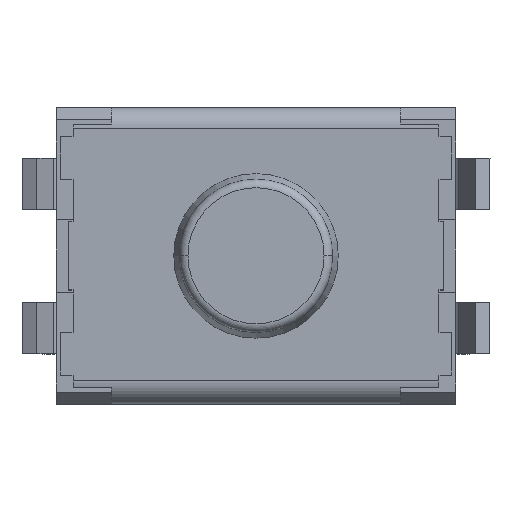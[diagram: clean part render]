
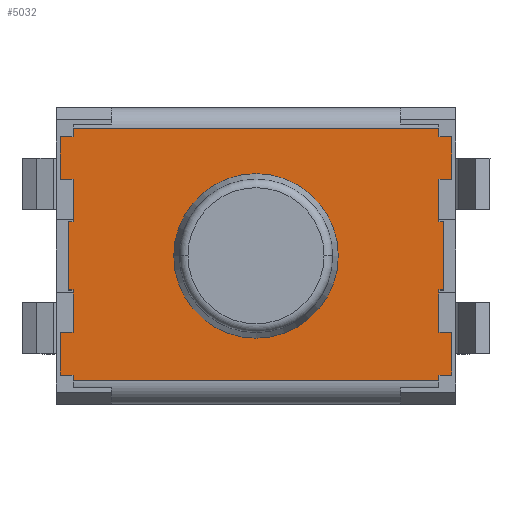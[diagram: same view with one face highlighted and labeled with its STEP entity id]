
A CAD part, top view. The second image highlights one B-rep face of the part: STEP entity #5032.
In plain terms, the highlighted planar face has unit normal (0, 0, 1).
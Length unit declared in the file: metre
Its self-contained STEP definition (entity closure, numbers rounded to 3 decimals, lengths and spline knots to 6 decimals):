
#129=CIRCLE('',#5365,0.000967);
#1498=ORIENTED_EDGE('',*,*,#2303,.T.);
#1499=ORIENTED_EDGE('',*,*,#2301,.T.);
#1500=ORIENTED_EDGE('',*,*,#2302,.T.);
#1501=ORIENTED_EDGE('',*,*,#2247,.T.);
#1502=ORIENTED_EDGE('',*,*,#2250,.T.);
#1503=ORIENTED_EDGE('',*,*,#2252,.T.);
#1504=ORIENTED_EDGE('',*,*,#2254,.T.);
#1505=ORIENTED_EDGE('',*,*,#2256,.T.);
#1506=ORIENTED_EDGE('',*,*,#2258,.T.);
#1507=ORIENTED_EDGE('',*,*,#2261,.T.);
#1508=ORIENTED_EDGE('',*,*,#2263,.T.);
#1509=ORIENTED_EDGE('',*,*,#2265,.T.);
#1510=ORIENTED_EDGE('',*,*,#2267,.T.);
#1511=ORIENTED_EDGE('',*,*,#2269,.T.);
#1512=ORIENTED_EDGE('',*,*,#2271,.T.);
#1513=ORIENTED_EDGE('',*,*,#2273,.T.);
#1514=ORIENTED_EDGE('',*,*,#2275,.T.);
#1515=ORIENTED_EDGE('',*,*,#2277,.T.);
#1516=ORIENTED_EDGE('',*,*,#2279,.T.);
#1517=ORIENTED_EDGE('',*,*,#2280,.T.);
#1518=ORIENTED_EDGE('',*,*,#2283,.T.);
#1519=ORIENTED_EDGE('',*,*,#2285,.T.);
#1520=ORIENTED_EDGE('',*,*,#2287,.T.);
#1521=ORIENTED_EDGE('',*,*,#2289,.T.);
#1522=ORIENTED_EDGE('',*,*,#2291,.T.);
#1523=ORIENTED_EDGE('',*,*,#2292,.T.);
#1524=ORIENTED_EDGE('',*,*,#2295,.T.);
#1525=ORIENTED_EDGE('',*,*,#2297,.T.);
#1526=ORIENTED_EDGE('',*,*,#2299,.T.);
#2247=EDGE_CURVE('',#2759,#2758,#3378,.T.);
#2250=EDGE_CURVE('',#2758,#2760,#3381,.T.);
#2252=EDGE_CURVE('',#2760,#2761,#3383,.T.);
#2254=EDGE_CURVE('',#2761,#2762,#3385,.T.);
#2256=EDGE_CURVE('',#2762,#2763,#3386,.T.);
#2258=EDGE_CURVE('',#2763,#2764,#3387,.T.);
#2261=EDGE_CURVE('',#2764,#2765,#3390,.T.);
#2263=EDGE_CURVE('',#2765,#2766,#3392,.T.);
#2265=EDGE_CURVE('',#2766,#2767,#3394,.T.);
#2267=EDGE_CURVE('',#2767,#2768,#3396,.T.);
#2269=EDGE_CURVE('',#2768,#2769,#3398,.T.);
#2271=EDGE_CURVE('',#2769,#2770,#3400,.T.);
#2273=EDGE_CURVE('',#2770,#2771,#3402,.T.);
#2275=EDGE_CURVE('',#2771,#2772,#3404,.T.);
#2277=EDGE_CURVE('',#2772,#2773,#3406,.T.);
#2279=EDGE_CURVE('',#2773,#2774,#3408,.T.);
#2280=EDGE_CURVE('',#2774,#2775,#3409,.T.);
#2283=EDGE_CURVE('',#2775,#2776,#3412,.T.);
#2285=EDGE_CURVE('',#2776,#2777,#3413,.T.);
#2287=EDGE_CURVE('',#2777,#2778,#3414,.T.);
#2289=EDGE_CURVE('',#2778,#2779,#3416,.T.);
#2291=EDGE_CURVE('',#2779,#2780,#3418,.T.);
#2292=EDGE_CURVE('',#2780,#2781,#3419,.T.);
#2295=EDGE_CURVE('',#2781,#2782,#3422,.T.);
#2297=EDGE_CURVE('',#2782,#2783,#3424,.T.);
#2299=EDGE_CURVE('',#2783,#2784,#3426,.T.);
#2301=EDGE_CURVE('',#2784,#2785,#3428,.T.);
#2302=EDGE_CURVE('',#2785,#2759,#3429,.T.);
#2303=EDGE_CURVE('',#2786,#2786,#129,.T.);
#2758=VERTEX_POINT('',#8002);
#2759=VERTEX_POINT('',#8004);
#2760=VERTEX_POINT('',#8008);
#2761=VERTEX_POINT('',#8012);
#2762=VERTEX_POINT('',#8016);
#2763=VERTEX_POINT('',#8020);
#2764=VERTEX_POINT('',#8024);
#2765=VERTEX_POINT('',#8029);
#2766=VERTEX_POINT('',#8033);
#2767=VERTEX_POINT('',#8037);
#2768=VERTEX_POINT('',#8041);
#2769=VERTEX_POINT('',#8045);
#2770=VERTEX_POINT('',#8049);
#2771=VERTEX_POINT('',#8053);
#2772=VERTEX_POINT('',#8057);
#2773=VERTEX_POINT('',#8061);
#2774=VERTEX_POINT('',#8065);
#2775=VERTEX_POINT('',#8069);
#2776=VERTEX_POINT('',#8073);
#2777=VERTEX_POINT('',#8077);
#2778=VERTEX_POINT('',#8081);
#2779=VERTEX_POINT('',#8085);
#2780=VERTEX_POINT('',#8089);
#2781=VERTEX_POINT('',#8093);
#2782=VERTEX_POINT('',#8097);
#2783=VERTEX_POINT('',#8101);
#2784=VERTEX_POINT('',#8105);
#2785=VERTEX_POINT('',#8109);
#2786=VERTEX_POINT('',#8115);
#3378=LINE('',#8003,#4024);
#3381=LINE('',#8009,#4027);
#3383=LINE('',#8013,#4029);
#3385=LINE('',#8017,#4031);
#3386=LINE('',#8021,#4032);
#3387=LINE('',#8025,#4033);
#3390=LINE('',#8030,#4036);
#3392=LINE('',#8034,#4038);
#3394=LINE('',#8038,#4040);
#3396=LINE('',#8042,#4042);
#3398=LINE('',#8046,#4044);
#3400=LINE('',#8050,#4046);
#3402=LINE('',#8054,#4048);
#3404=LINE('',#8058,#4050);
#3406=LINE('',#8062,#4052);
#3408=LINE('',#8066,#4054);
#3409=LINE('',#8068,#4055);
#3412=LINE('',#8074,#4058);
#3413=LINE('',#8078,#4059);
#3414=LINE('',#8082,#4060);
#3416=LINE('',#8086,#4062);
#3418=LINE('',#8090,#4064);
#3419=LINE('',#8092,#4065);
#3422=LINE('',#8098,#4068);
#3424=LINE('',#8102,#4070);
#3426=LINE('',#8106,#4072);
#3428=LINE('',#8110,#4074);
#3429=LINE('',#8112,#4075);
#4024=VECTOR('',#6527,1.);
#4027=VECTOR('',#6532,1.);
#4029=VECTOR('',#6536,1.);
#4031=VECTOR('',#6540,1.);
#4032=VECTOR('',#6545,1.);
#4033=VECTOR('',#6550,1.);
#4036=VECTOR('',#6555,1.);
#4038=VECTOR('',#6559,1.);
#4040=VECTOR('',#6563,1.);
#4042=VECTOR('',#6567,1.);
#4044=VECTOR('',#6571,1.);
#4046=VECTOR('',#6575,1.);
#4048=VECTOR('',#6579,1.);
#4050=VECTOR('',#6583,1.);
#4052=VECTOR('',#6587,1.);
#4054=VECTOR('',#6591,1.);
#4055=VECTOR('',#6594,1.);
#4058=VECTOR('',#6599,1.);
#4059=VECTOR('',#6604,1.);
#4060=VECTOR('',#6609,1.);
#4062=VECTOR('',#6613,1.);
#4064=VECTOR('',#6617,1.);
#4065=VECTOR('',#6620,1.);
#4068=VECTOR('',#6625,1.);
#4070=VECTOR('',#6629,1.);
#4072=VECTOR('',#6633,1.);
#4074=VECTOR('',#6637,1.);
#4075=VECTOR('',#6640,1.);
#4319=EDGE_LOOP('',(#1498));
#4320=EDGE_LOOP('',(#1499,#1500,#1501,#1502,#1503,#1504,#1505,#1506,#1507,
#1508,#1509,#1510,#1511,#1512,#1513,#1514,#1515,#1516,#1517,#1518,#1519,
#1520,#1521,#1522,#1523,#1524,#1525,#1526));
#4569=FACE_BOUND('',#4319,.T.);
#4570=FACE_BOUND('',#4320,.T.);
#4789=PLANE('',#5364);
#5032=ADVANCED_FACE('',(#4569,#4570),#4789,.T.);
#5364=AXIS2_PLACEMENT_3D('',#8113,#6641,#6642);
#5365=AXIS2_PLACEMENT_3D('',#8114,#6643,#6644);
#6527=DIRECTION('',(0.,-1.,0.));
#6532=DIRECTION('',(-1.,0.,0.));
#6536=DIRECTION('',(0.,-1.,0.));
#6540=DIRECTION('',(1.,0.,0.));
#6545=DIRECTION('',(0.,-1.,0.));
#6550=DIRECTION('',(1.,0.,0.));
#6555=DIRECTION('',(0.,1.,0.));
#6559=DIRECTION('',(1.,0.,0.));
#6563=DIRECTION('',(0.,1.,0.));
#6567=DIRECTION('',(-1.,0.,0.));
#6571=DIRECTION('',(0.,1.,0.));
#6575=DIRECTION('',(1.,0.,0.));
#6579=DIRECTION('',(0.,1.,0.));
#6583=DIRECTION('',(-1.,0.,0.));
#6587=DIRECTION('',(0.,1.,0.));
#6591=DIRECTION('',(1.,0.,0.));
#6594=DIRECTION('',(0.,1.,0.));
#6599=DIRECTION('',(-1.,0.,0.));
#6604=DIRECTION('',(0.,1.,0.));
#6609=DIRECTION('',(-1.,0.,0.));
#6613=DIRECTION('',(0.,-1.,0.));
#6617=DIRECTION('',(-1.,0.,0.));
#6620=DIRECTION('',(0.,-1.,0.));
#6625=DIRECTION('',(1.,0.,0.));
#6629=DIRECTION('',(0.,-1.,0.));
#6633=DIRECTION('',(-1.,0.,0.));
#6637=DIRECTION('',(0.,-1.,0.));
#6640=DIRECTION('',(1.,0.,0.));
#6641=DIRECTION('',(0.,0.,1.));
#6642=DIRECTION('',(1.,0.,0.));
#6643=DIRECTION('',(0.,0.,-1.));
#6644=DIRECTION('',(-1.,0.,0.));
#8002=CARTESIAN_POINT('',(-0.003584,-0.000218,0.));
#8003=CARTESIAN_POINT('',(-0.003584,-0.000788,0.));
#8004=CARTESIAN_POINT('',(-0.003584,0.000282,0.));
#8008=CARTESIAN_POINT('',(-0.003734,-0.000218,0.));
#8009=CARTESIAN_POINT('',(0.000866,-0.000218,0.));
#8012=CARTESIAN_POINT('',(-0.003734,-0.000718,0.));
#8013=CARTESIAN_POINT('',(-0.003734,-0.000788,0.));
#8016=CARTESIAN_POINT('',(-0.003584,-0.000718,0.));
#8017=CARTESIAN_POINT('',(0.000866,-0.000718,0.));
#8020=CARTESIAN_POINT('',(-0.003584,-0.000788,0.));
#8021=CARTESIAN_POINT('',(-0.003584,-0.000788,0.));
#8024=CARTESIAN_POINT('',(0.000716,-0.000788,0.));
#8025=CARTESIAN_POINT('',(0.000866,-0.000788,0.));
#8029=CARTESIAN_POINT('',(0.000716,-0.000718,0.));
#8030=CARTESIAN_POINT('',(0.000716,-0.000788,0.));
#8033=CARTESIAN_POINT('',(0.000866,-0.000718,0.));
#8034=CARTESIAN_POINT('',(0.000866,-0.000718,0.));
#8037=CARTESIAN_POINT('',(0.000866,-0.000218,0.));
#8038=CARTESIAN_POINT('',(0.000866,-0.000788,0.));
#8041=CARTESIAN_POINT('',(0.000716,-0.000218,0.));
#8042=CARTESIAN_POINT('',(0.000866,-0.000218,0.));
#8045=CARTESIAN_POINT('',(0.000716,0.000282,0.));
#8046=CARTESIAN_POINT('',(0.000716,-0.000788,0.));
#8049=CARTESIAN_POINT('',(0.000766,0.000282,0.));
#8050=CARTESIAN_POINT('',(0.000866,0.000282,0.));
#8053=CARTESIAN_POINT('',(0.000766,0.001082,0.));
#8054=CARTESIAN_POINT('',(0.000766,-0.000788,0.));
#8057=CARTESIAN_POINT('',(0.000716,0.001082,0.));
#8058=CARTESIAN_POINT('',(0.000866,0.001082,0.));
#8061=CARTESIAN_POINT('',(0.000716,0.001582,0.));
#8062=CARTESIAN_POINT('',(0.000716,-0.000788,0.));
#8065=CARTESIAN_POINT('',(0.000866,0.001582,0.));
#8066=CARTESIAN_POINT('',(0.000866,0.001582,0.));
#8068=CARTESIAN_POINT('',(0.000866,-0.000788,0.));
#8069=CARTESIAN_POINT('',(0.000866,0.002082,0.));
#8073=CARTESIAN_POINT('',(0.000716,0.002082,0.));
#8074=CARTESIAN_POINT('',(0.000866,0.002082,0.));
#8077=CARTESIAN_POINT('',(0.000716,0.002182,0.));
#8078=CARTESIAN_POINT('',(0.000716,-0.000788,0.));
#8081=CARTESIAN_POINT('',(-0.003584,0.002182,0.));
#8082=CARTESIAN_POINT('',(0.000866,0.002182,0.));
#8085=CARTESIAN_POINT('',(-0.003584,0.002082,0.));
#8086=CARTESIAN_POINT('',(-0.003584,-0.000788,0.));
#8089=CARTESIAN_POINT('',(-0.003734,0.002082,0.));
#8090=CARTESIAN_POINT('',(0.000866,0.002082,0.));
#8092=CARTESIAN_POINT('',(-0.003734,-0.000788,0.));
#8093=CARTESIAN_POINT('',(-0.003734,0.001582,0.));
#8097=CARTESIAN_POINT('',(-0.003584,0.001582,0.));
#8098=CARTESIAN_POINT('',(0.000866,0.001582,0.));
#8101=CARTESIAN_POINT('',(-0.003584,0.001082,0.));
#8102=CARTESIAN_POINT('',(-0.003584,-0.000788,0.));
#8105=CARTESIAN_POINT('',(-0.003634,0.001082,0.));
#8106=CARTESIAN_POINT('',(0.000866,0.001082,0.));
#8109=CARTESIAN_POINT('',(-0.003634,0.000282,0.));
#8110=CARTESIAN_POINT('',(-0.003634,-0.000788,0.));
#8112=CARTESIAN_POINT('',(0.000866,0.000282,0.));
#8113=CARTESIAN_POINT('',(0.000866,-0.000788,0.));
#8114=CARTESIAN_POINT('',(-0.001434,0.000682,0.));
#8115=CARTESIAN_POINT('',(-0.0024,0.000682,0.));
